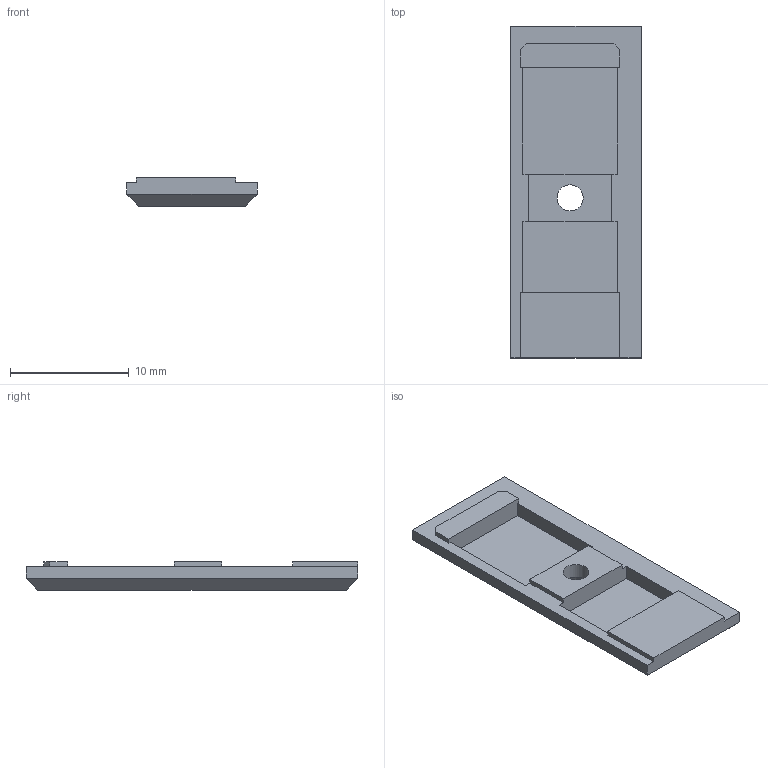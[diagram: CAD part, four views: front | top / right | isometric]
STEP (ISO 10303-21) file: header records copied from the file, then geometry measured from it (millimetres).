
FILE_DESCRIPTION(/* description */ (''),/* implementation_level */ '2;1');
FILE_NAME(/* name */ 'ir-sensor-cover-mmu.stp',/* time_stamp */ '2019-02-11T12:52:14+01:00',/* author */ ('PR'),/* organization */ (''),/* preprocessor_version */ 'ST-DEVELOPER v17',/* originating_system */ 'Autodesk Inventor 2019',/* authorisation */ '');
FILE_SCHEMA (('AUTOMOTIVE_DESIGN { 1 0 10303 214 3 1 1 }'));
Length unit declared in the file: millimetre
Products named in the file (1): ir-sensor-cover-mmu
Bounding box: 11 x 28 x 2.4 mm (x, y, z)
Volume: 454.2 mm3; surface area: 838.2 mm2
Topology: 1 solids, 1 shells, 34 faces, 93 edges, 61 vertices
Faces by surface type: plane 32, cone 1, cylinder 1
Full cylindrical faces by diameter (mm): 2.2 x1
Entity records: 1101 total; most frequent: CARTESIAN_POINT 189, ORIENTED_EDGE 186, DIRECTION 168, EDGE_CURVE 93, LINE 88, VECTOR 88, VERTEX_POINT 61, AXIS2_PLACEMENT_3D 40
